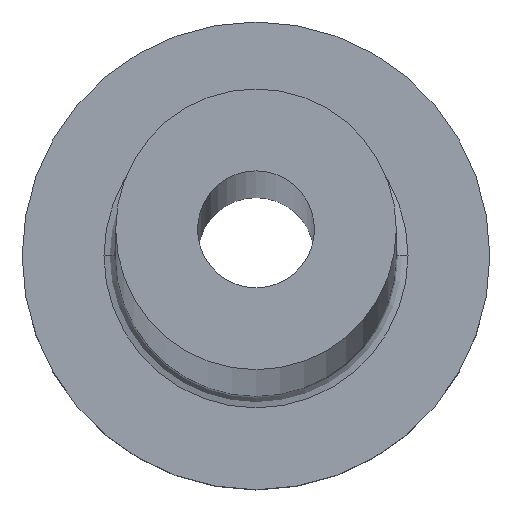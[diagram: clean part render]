
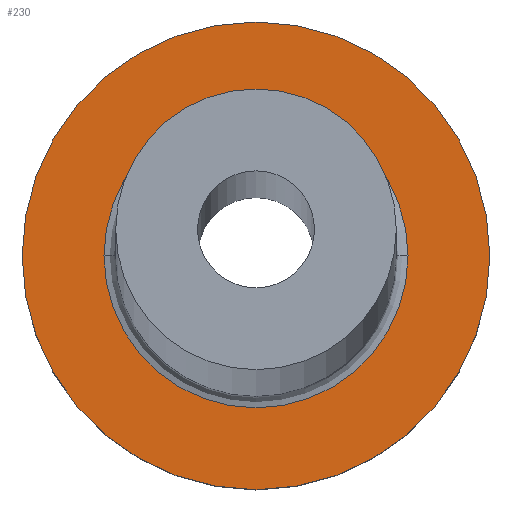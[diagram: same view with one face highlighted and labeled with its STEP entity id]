
A CAD part, top view. The second image highlights one B-rep face of the part: STEP entity #230.
In plain terms, the highlighted planar face has unit normal (0, 0, 1).
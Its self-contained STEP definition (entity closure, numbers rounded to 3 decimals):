
#3 = CARTESIAN_POINT ( 'NONE',  ( 10., 0., 7. ) ) ;
#4 = CARTESIAN_POINT ( 'NONE',  ( 6.5, 0., 7. ) ) ;
#7 = CIRCLE ( 'NONE', #255, 6.5 ) ;
#9 = EDGE_CURVE ( 'NONE', #106, #203, #207, .T. ) ;
#28 = CARTESIAN_POINT ( 'NONE',  ( 0., 0., 7. ) ) ;
#32 = CARTESIAN_POINT ( 'NONE',  ( -10., 0., 7. ) ) ;
#37 = CARTESIAN_POINT ( 'NONE',  ( 0., 0., 7. ) ) ;
#38 = AXIS2_PLACEMENT_3D ( 'NONE', #289, #233, #153 ) ;
#40 = CIRCLE ( 'NONE', #249, 10. ) ;
#45 = DIRECTION ( 'NONE',  ( 1., 0., 0. ) ) ;
#49 = AXIS2_PLACEMENT_3D ( 'NONE', #28, #238, #148 ) ;
#58 = ORIENTED_EDGE ( 'NONE', *, *, #115, .T. ) ;
#66 = DIRECTION ( 'NONE',  ( 1., 0., 0. ) ) ;
#83 = EDGE_LOOP ( 'NONE', ( #228, #166 ) ) ;
#90 = DIRECTION ( 'NONE',  ( 0., 0., -1. ) ) ;
#95 = DIRECTION ( 'NONE',  ( 0., 0., 1. ) ) ;
#101 = DIRECTION ( 'NONE',  ( 0., 0., 1. ) ) ;
#103 = CIRCLE ( 'NONE', #49, 6.5 ) ;
#106 = VERTEX_POINT ( 'NONE', #32 ) ;
#115 = EDGE_CURVE ( 'NONE', #203, #106, #40, .T. ) ;
#121 = AXIS2_PLACEMENT_3D ( 'NONE', #37, #101, #45 ) ;
#132 = ORIENTED_EDGE ( 'NONE', *, *, #9, .T. ) ;
#137 = EDGE_CURVE ( 'NONE', #219, #345, #103, .T. ) ;
#142 = EDGE_CURVE ( 'NONE', #345, #219, #7, .T. ) ;
#148 = DIRECTION ( 'NONE',  ( 1., 0., 0. ) ) ;
#153 = DIRECTION ( 'NONE',  ( 1., 0., 0. ) ) ;
#166 = ORIENTED_EDGE ( 'NONE', *, *, #137, .T. ) ;
#188 = CARTESIAN_POINT ( 'NONE',  ( -6.5, 0., 7. ) ) ;
#203 = VERTEX_POINT ( 'NONE', #3 ) ;
#207 = CIRCLE ( 'NONE', #38, 10. ) ;
#211 = FACE_OUTER_BOUND ( 'NONE', #254, .T. ) ;
#218 = FACE_BOUND ( 'NONE', #83, .T. ) ;
#219 = VERTEX_POINT ( 'NONE', #188 ) ;
#228 = ORIENTED_EDGE ( 'NONE', *, *, #142, .T. ) ;
#230 = ADVANCED_FACE ( 'NONE', ( #218, #211 ), #246, .T. ) ;
#233 = DIRECTION ( 'NONE',  ( 0., 0., 1. ) ) ;
#238 = DIRECTION ( 'NONE',  ( 0., 0., -1. ) ) ;
#246 = PLANE ( 'NONE',  #121 ) ;
#249 = AXIS2_PLACEMENT_3D ( 'NONE', #264, #95, #66 ) ;
#254 = EDGE_LOOP ( 'NONE', ( #132, #58 ) ) ;
#255 = AXIS2_PLACEMENT_3D ( 'NONE', #378, #90, #350 ) ;
#264 = CARTESIAN_POINT ( 'NONE',  ( 0., 0., 7. ) ) ;
#289 = CARTESIAN_POINT ( 'NONE',  ( 0., 0., 7. ) ) ;
#345 = VERTEX_POINT ( 'NONE', #4 ) ;
#350 = DIRECTION ( 'NONE',  ( 1., 0., 0. ) ) ;
#378 = CARTESIAN_POINT ( 'NONE',  ( 0., 0., 7. ) ) ;
